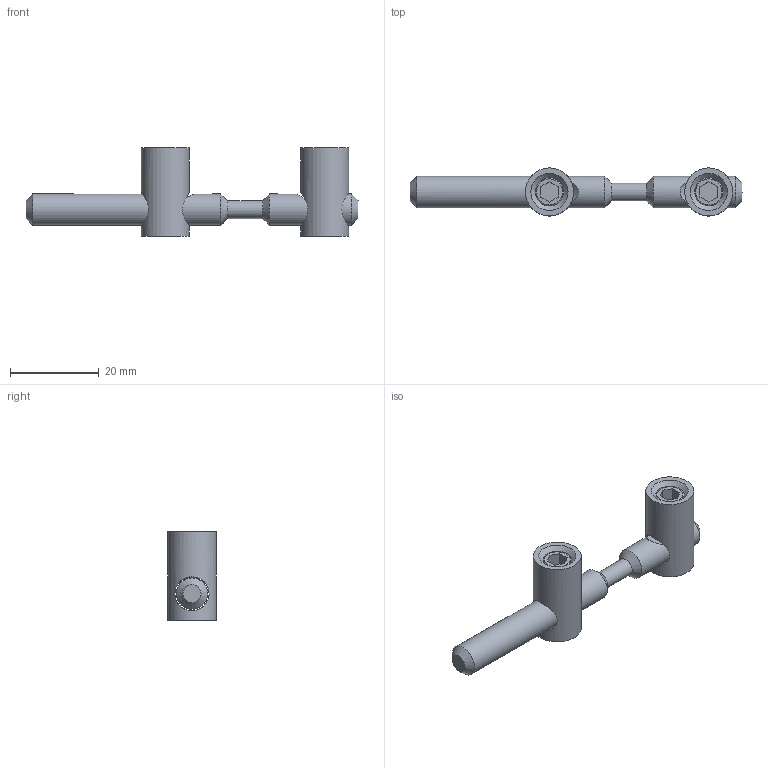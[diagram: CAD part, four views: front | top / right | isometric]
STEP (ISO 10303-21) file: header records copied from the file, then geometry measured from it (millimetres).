
FILE_DESCRIPTION(/* description */ (''),/* implementation_level */ '2;1');
FILE_NAME(/* name */ '482535630_Schnellspannverbinder_biegbar_Nut_8.stp',/* time_stamp */ '2023-01-23T13:37:40+01:00',/* author */ ('Praktikant'),/* organization */ (''),/* preprocessor_version */ 'ST-DEVELOPER v17.2',/* originating_system */ 'Autodesk Inventor 2019',/* authorisation */ '');
FILE_SCHEMA (('AUTOMOTIVE_DESIGN { 1 0 10303 214 3 1 1 }'));
Length unit declared in the file: millimetre
Products named in the file (1): 482535630_Schnellspannverbinder_biegbar_Nut_8_Shrinkwrap_1
Bounding box: 75 x 10.85 x 20 mm (x, y, z)
Volume: 5304.5 mm3; surface area: 4631.8 mm2
Topology: 5 solids, 5 shells, 53 faces, 135 edges, 96 vertices
Faces by surface type: plane 26, cylinder 15, cone 12
Full cylindrical faces by diameter (mm): 4 x1, 6.4 x2, 7.1 x2, 7.7 x2, 8 x2, 10.85 x2
Entity records: 2054 total; most frequent: CARTESIAN_POINT 609, DIRECTION 283, ORIENTED_EDGE 270, EDGE_CURVE 135, AXIS2_PLACEMENT_3D 112, VERTEX_POINT 96, EDGE_LOOP 65, LINE 59
